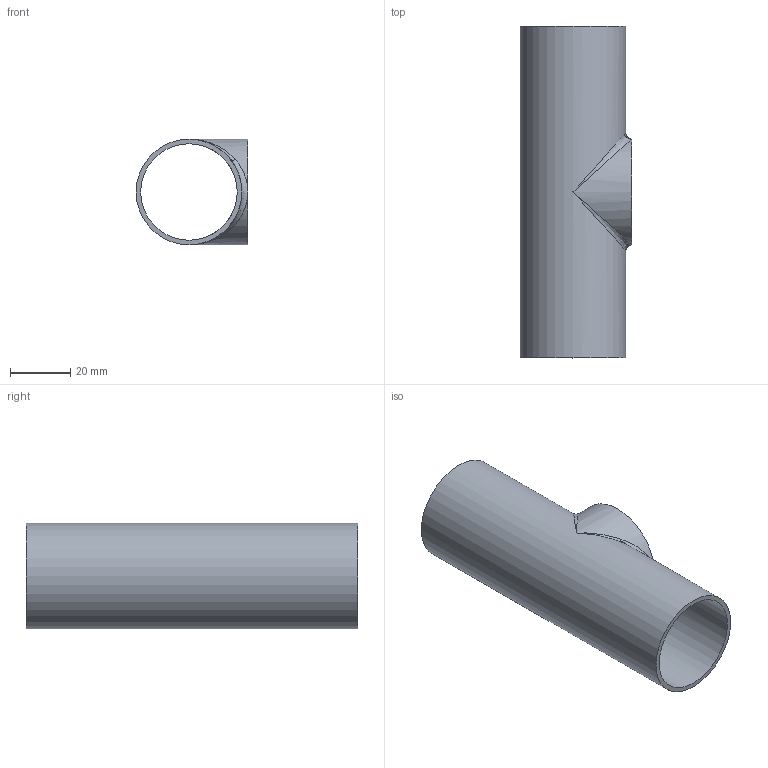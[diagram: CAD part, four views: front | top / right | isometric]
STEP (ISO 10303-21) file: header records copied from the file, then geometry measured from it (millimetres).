
FILE_DESCRIPTION((''),'2;1');
FILE_NAME('41112032X.stp','2010-08-16T07:52:22',('thilbrands'),(''),'Autodesk Inventor 2008','Autodesk Inventor 2008','');
FILE_SCHEMA(('AUTOMOTIVE_DESIGN { 1 0 10303 214 1 1 1 1 }'));
Length unit declared in the file: millimetre
Products named in the file (1): ENG-003146
Bounding box: 37 x 110 x 35 mm (x, y, z)
Volume: 17007.6 mm3; surface area: 23145.5 mm2
Topology: 1 solids, 1 shells, 13 faces, 36 edges, 16 vertices
Faces by surface type: cylinder 6, bspline 4, plane 3
Full cylindrical faces by diameter (mm): 32 x1, 35 x1
Entity records: 1310 total; most frequent: CARTESIAN_POINT 1050, DIRECTION 48, ORIENTED_EDGE 40, AXIS2_PLACEMENT_3D 24, EDGE_CURVE 20, EDGE_LOOP 20, FACE_OUTER_BOUND 13, ADVANCED_FACE 13
